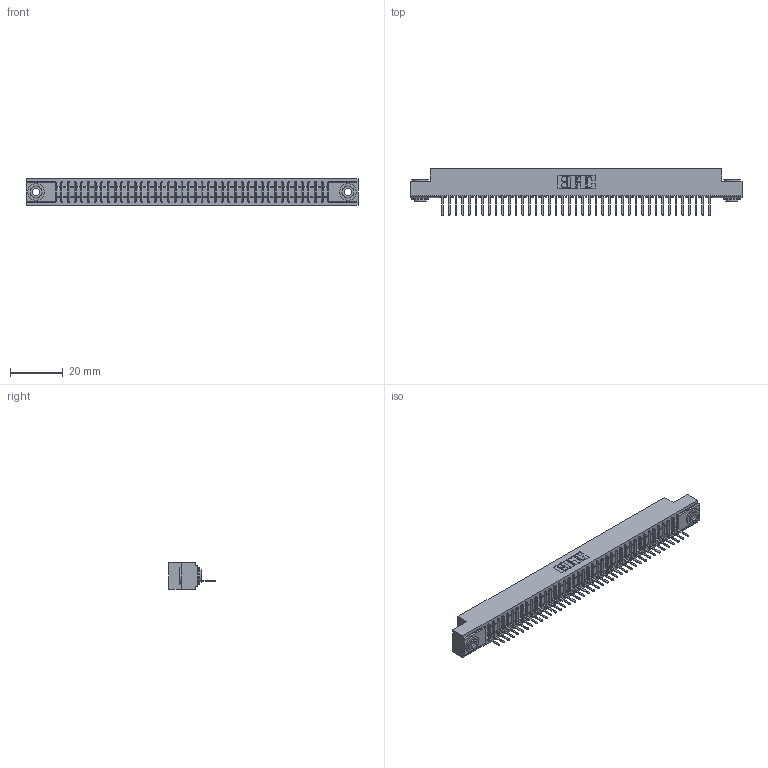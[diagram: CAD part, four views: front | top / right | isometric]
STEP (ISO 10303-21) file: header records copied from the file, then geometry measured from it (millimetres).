
FILE_DESCRIPTION (( 'STEP AP203' ), '1' );
FILE_NAME ('391-041-521-103.STEP', '2018-08-09T01:16:37', ( '' ), ( '' ), 'SwSTEP 2.0', 'SolidWorks 2016', '' );
FILE_SCHEMA (( 'CONFIG_CONTROL_DESIGN' ));
Length unit declared in the file: inch
Products named in the file (4): 391-041-521-103; 341 Part_.156 (3.96) Dia Mounting Holes; 341-292-001_341-292-121; 345-250-002_345-250-002-102
Assembly tree (44 placements, depth 2):
  391-041-521-103
    341 Part_.156 (3.96) Dia Mounting Holes
    341-292-001_341-292-121  x41
    345-250-002_345-250-002-102  x2
Bounding box: 126.36 x 17.7 x 10.16 mm (x, y, z)
Volume: 9069.5 mm3; surface area: 14451.2 mm2
Topology: 44 solids, 44 shells, 3530 faces, 10145 edges, 6510 vertices
Faces by surface type: plane 2183, cylinder 1175, sphere 84, torus 80, cone 8
Entity records: 49505 total; most frequent: CARTESIAN_POINT 8387, ORIENTED_EDGE 8366, DIRECTION 8113, EDGE_CURVE 4183, LINE 3369, VECTOR 3369, VERTEX_POINT 2646, AXIS2_PLACEMENT_3D 2372
